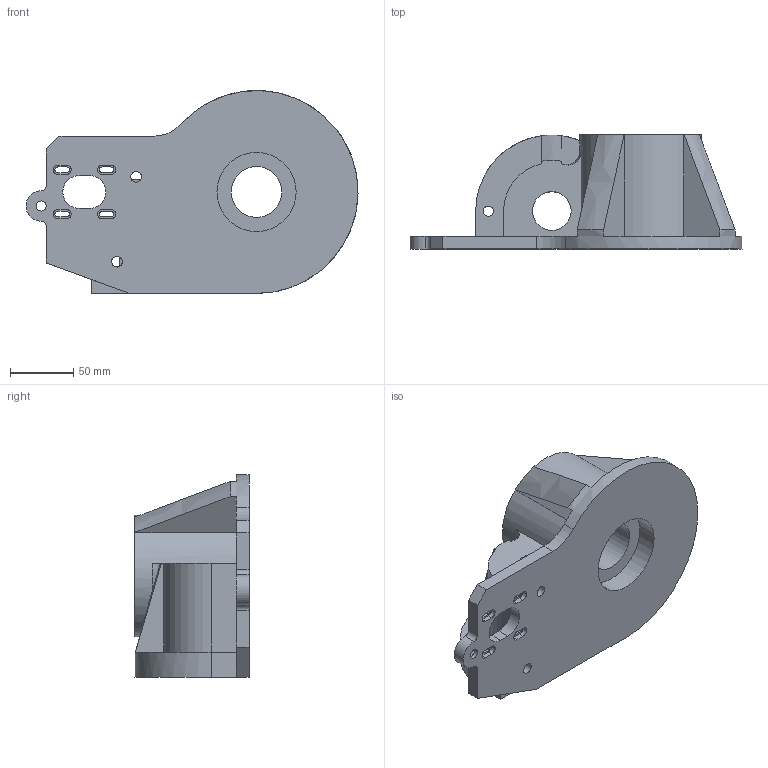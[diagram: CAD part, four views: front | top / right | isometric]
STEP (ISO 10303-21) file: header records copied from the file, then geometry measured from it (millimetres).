
FILE_DESCRIPTION(/* description */ ('STEP AP214'),/* implementation_level */ '2;1');
FILE_NAME(/* name */ '6570e84b48fc2760bbd3af04',/* time_stamp */ '2023-12-06T21:31:55Z',/* author */ (''),/* organization */ (''),/* preprocessor_version */ 'ST-DEVELOPER v19.4',/* originating_system */ ' ',/* authorisation */ ' ');
FILE_SCHEMA (('AUTOMOTIVE_DESIGN {1 0 10303 214 3 1 1}'));
Length unit declared in the file: metre
Products named in the file (1): Part 1
Bounding box: 261.77 x 90 x 159.96 mm (x, y, z)
Volume: 1168177 mm3; surface area: 141991.7 mm2
Topology: 1 solids, 1 shells, 108 faces, 296 edges, 196 vertices
Faces by surface type: plane 62, cylinder 41, cone 4, bspline 1
Full cylindrical faces by diameter (mm): 8 x4, 8.4 x2, 30.5 x1, 40 x1, 62.4 x2
Entity records: 3532 total; most frequent: CARTESIAN_POINT 711, DIRECTION 583, ORIENTED_EDGE 562, EDGE_CURVE 281, AXIS2_PLACEMENT_3D 205, VERTEX_POINT 191, LINE 173, VECTOR 173
